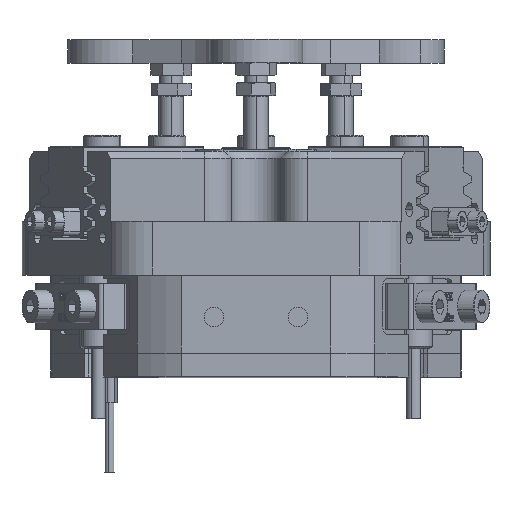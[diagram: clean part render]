
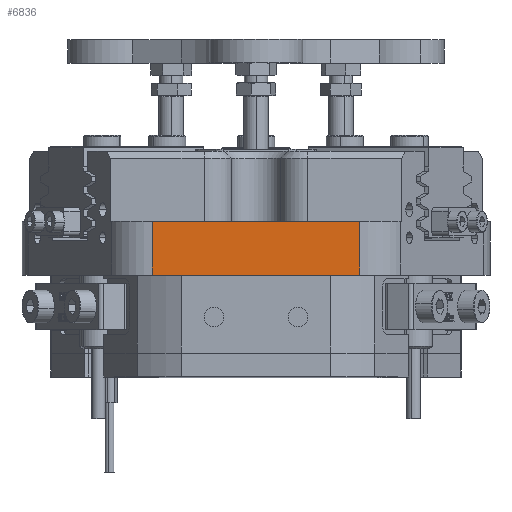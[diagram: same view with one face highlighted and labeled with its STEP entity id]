
A CAD part, top view. The second image highlights one B-rep face of the part: STEP entity #6836.
In plain terms, the highlighted planar face has unit normal (0, 0, 1).
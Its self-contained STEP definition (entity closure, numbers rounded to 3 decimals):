
#190 = EDGE_CURVE ( 'NONE', #7771, #55456, #17638, .T. ) ;
#3420 = VECTOR ( 'NONE', #34915, 1000. ) ;
#4580 = PLANE ( 'NONE',  #10549 ) ;
#6836 = ADVANCED_FACE ( 'NONE', ( #8647 ), #4580, .T. ) ;
#7693 = DIRECTION ( 'NONE',  ( 0., 1., 0. ) ) ;
#7698 = LINE ( 'NONE', #55143, #23426 ) ;
#7771 = VERTEX_POINT ( 'NONE', #41262 ) ;
#8647 = FACE_OUTER_BOUND ( 'NONE', #50580, .T. ) ;
#10549 = AXIS2_PLACEMENT_3D ( 'NONE', #38043, #22770, #61269 ) ;
#13241 = CARTESIAN_POINT ( 'NONE',  ( 22.228, 28.2, 43.5 ) ) ;
#14429 = LINE ( 'NONE', #36562, #25613 ) ;
#17638 = LINE ( 'NONE', #25461, #3420 ) ;
#20850 = VECTOR ( 'NONE', #7693, 1000. ) ;
#22770 = DIRECTION ( 'NONE',  ( 0., 0., 1. ) ) ;
#23426 = VECTOR ( 'NONE', #40894, 1000. ) ;
#23713 = ORIENTED_EDGE ( 'NONE', *, *, #190, .T. ) ;
#25461 = CARTESIAN_POINT ( 'NONE',  ( -22.228, -329.685, 43.5 ) ) ;
#25613 = VECTOR ( 'NONE', #50588, 1000. ) ;
#30150 = CARTESIAN_POINT ( 'NONE',  ( 22.228, -329.685, 43.5 ) ) ;
#32503 = CARTESIAN_POINT ( 'NONE',  ( -22.228, 16.7, 43.5 ) ) ;
#32798 = ORIENTED_EDGE ( 'NONE', *, *, #48882, .T. ) ;
#34915 = DIRECTION ( 'NONE',  ( 0., -1., 0. ) ) ;
#36562 = CARTESIAN_POINT ( 'NONE',  ( 75.344, 28.2, 43.5 ) ) ;
#37862 = EDGE_CURVE ( 'NONE', #57360, #7771, #14429, .T. ) ;
#38043 = CARTESIAN_POINT ( 'NONE',  ( 75.344, -329.685, 43.5 ) ) ;
#40894 = DIRECTION ( 'NONE',  ( -1., 0., 0. ) ) ;
#41262 = CARTESIAN_POINT ( 'NONE',  ( -22.228, 28.2, 43.5 ) ) ;
#45835 = EDGE_CURVE ( 'NONE', #49166, #55456, #7698, .T. ) ;
#48882 = EDGE_CURVE ( 'NONE', #49166, #57360, #56035, .T. ) ;
#49166 = VERTEX_POINT ( 'NONE', #52716 ) ;
#50580 = EDGE_LOOP ( 'NONE', ( #57298, #23713, #58697, #32798 ) ) ;
#50588 = DIRECTION ( 'NONE',  ( -1., 0., 0. ) ) ;
#52716 = CARTESIAN_POINT ( 'NONE',  ( 22.228, 16.7, 43.5 ) ) ;
#55143 = CARTESIAN_POINT ( 'NONE',  ( 75.344, 16.7, 43.5 ) ) ;
#55456 = VERTEX_POINT ( 'NONE', #32503 ) ;
#56035 = LINE ( 'NONE', #30150, #20850 ) ;
#57298 = ORIENTED_EDGE ( 'NONE', *, *, #37862, .T. ) ;
#57360 = VERTEX_POINT ( 'NONE', #13241 ) ;
#58697 = ORIENTED_EDGE ( 'NONE', *, *, #45835, .F. ) ;
#61269 = DIRECTION ( 'NONE',  ( 1., 0., 0. ) ) ;
